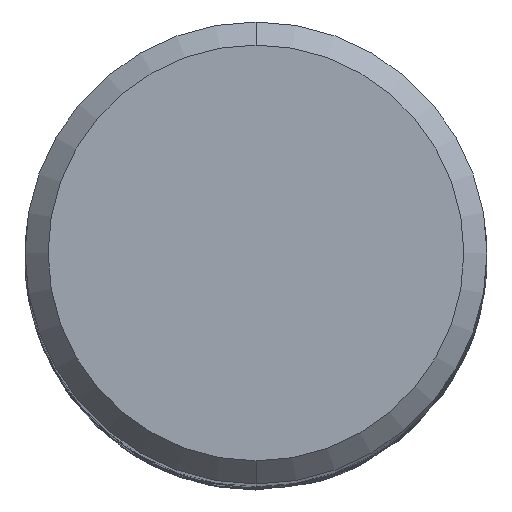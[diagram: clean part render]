
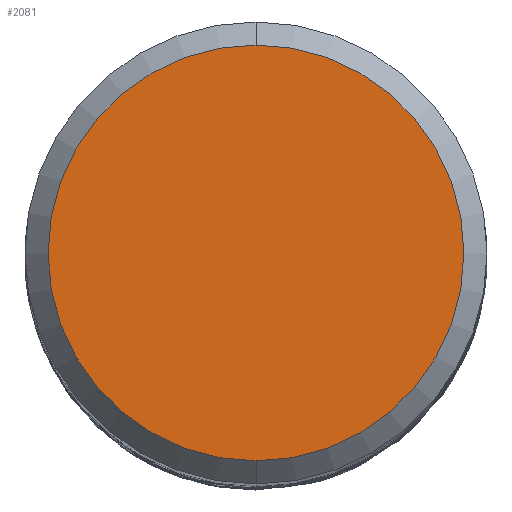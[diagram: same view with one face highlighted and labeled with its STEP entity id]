
A CAD part, top view. The second image highlights one B-rep face of the part: STEP entity #2081.
In plain terms, the highlighted planar face has unit normal (0, 0, 1).
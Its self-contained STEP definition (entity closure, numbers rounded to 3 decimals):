
#1687=VERTEX_POINT('',#4189);
#1799=VERTEX_POINT('',#4314);
#2081=ADVANCED_FACE('',(#4617),#4618,.T.);
#2613=EDGE_CURVE('',#1687,#1799,#5202,.T.);
#3167=EDGE_CURVE('',#1799,#1687,#5793,.T.);
#4189=CARTESIAN_POINT('',(0.,-7.2,0.0));
#4314=CARTESIAN_POINT('',(0.0,7.2,0.0));
#4617=FACE_OUTER_BOUND('',#17481,.T.);
#4618=PLANE('',#17482);
#5202=CIRCLE('',#25843,7.2);
#5793=CIRCLE('',#31429,7.2);
#17481=EDGE_LOOP('',(#41948,#41949));
#17482=AXIS2_PLACEMENT_3D('',#41950,#41951,#41952);
#25843=AXIS2_PLACEMENT_3D('',#42628,#42629,#42630);
#31429=AXIS2_PLACEMENT_3D('',#43171,#43172,#43173);
#41948=ORIENTED_EDGE('',*,*,#3167,.F.);
#41949=ORIENTED_EDGE('',*,*,#2613,.F.);
#41950=CARTESIAN_POINT('',(0.0,3.6,0.0));
#41951=DIRECTION('',(-0.0,0.0,1.0));
#41952=DIRECTION('',(0.0,-1.0,0.0));
#42628=CARTESIAN_POINT('',(0.0,0.0,0.0));
#42629=DIRECTION('',(0.0,0.0,-1.0));
#42630=DIRECTION('',(0.0,1.0,0.0));
#43171=CARTESIAN_POINT('',(0.0,0.0,0.0));
#43172=DIRECTION('',(0.0,0.0,-1.0));
#43173=DIRECTION('',(0.0,1.0,0.0));
